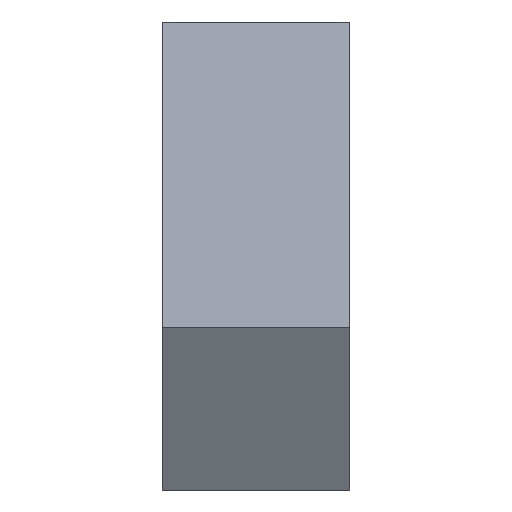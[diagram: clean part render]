
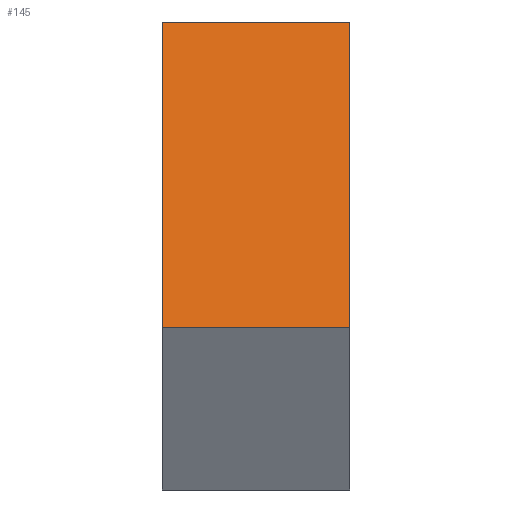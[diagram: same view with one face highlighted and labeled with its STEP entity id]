
A CAD part, left-side view. The second image highlights one B-rep face of the part: STEP entity #145.
In plain terms, the highlighted planar face has unit normal (-0.5, 0, 0.866).
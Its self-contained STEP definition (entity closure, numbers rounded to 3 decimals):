
#19=FACE_OUTER_BOUND('',#27,.T.);
#27=EDGE_LOOP('',(#113,#114,#115,#116));
#43=LINE('',#240,#61);
#44=LINE('',#243,#62);
#45=LINE('',#245,#63);
#46=LINE('',#246,#64);
#61=VECTOR('',#199,10.);
#62=VECTOR('',#202,10.);
#63=VECTOR('',#203,10.);
#64=VECTOR('',#204,10.);
#75=VERTEX_POINT('',#236);
#76=VERTEX_POINT('',#238);
#77=VERTEX_POINT('',#242);
#78=VERTEX_POINT('',#244);
#91=EDGE_CURVE('',#75,#76,#43,.T.);
#92=EDGE_CURVE('',#77,#75,#44,.T.);
#93=EDGE_CURVE('',#78,#76,#45,.T.);
#94=EDGE_CURVE('',#77,#78,#46,.T.);
#113=ORIENTED_EDGE('',*,*,#92,.T.);
#114=ORIENTED_EDGE('',*,*,#91,.T.);
#115=ORIENTED_EDGE('',*,*,#93,.F.);
#116=ORIENTED_EDGE('',*,*,#94,.F.);
#137=PLANE('',#173);
#145=ADVANCED_FACE('',(#19),#137,.T.);
#173=AXIS2_PLACEMENT_3D('',#241,#200,#201);
#199=DIRECTION('',(0.,1.,0.));
#200=DIRECTION('center_axis',(-0.5,0.,0.866));
#201=DIRECTION('ref_axis',(0.866,0.,0.5));
#202=DIRECTION('',(0.866,0.,0.5));
#203=DIRECTION('',(0.866,0.,0.5));
#204=DIRECTION('',(0.,1.,0.));
#236=CARTESIAN_POINT('',(-20.359,0.,10.));
#238=CARTESIAN_POINT('',(-20.359,20.,10.));
#240=CARTESIAN_POINT('',(-20.359,0.,10.));
#241=CARTESIAN_POINT('Origin',(-76.962,0.,-22.679));
#242=CARTESIAN_POINT('',(-76.962,0.,-22.679));
#243=CARTESIAN_POINT('',(-76.962,0.,-22.679));
#244=CARTESIAN_POINT('',(-76.962,20.,-22.679));
#245=CARTESIAN_POINT('',(-76.962,20.,-22.679));
#246=CARTESIAN_POINT('',(-76.962,0.,-22.679));
